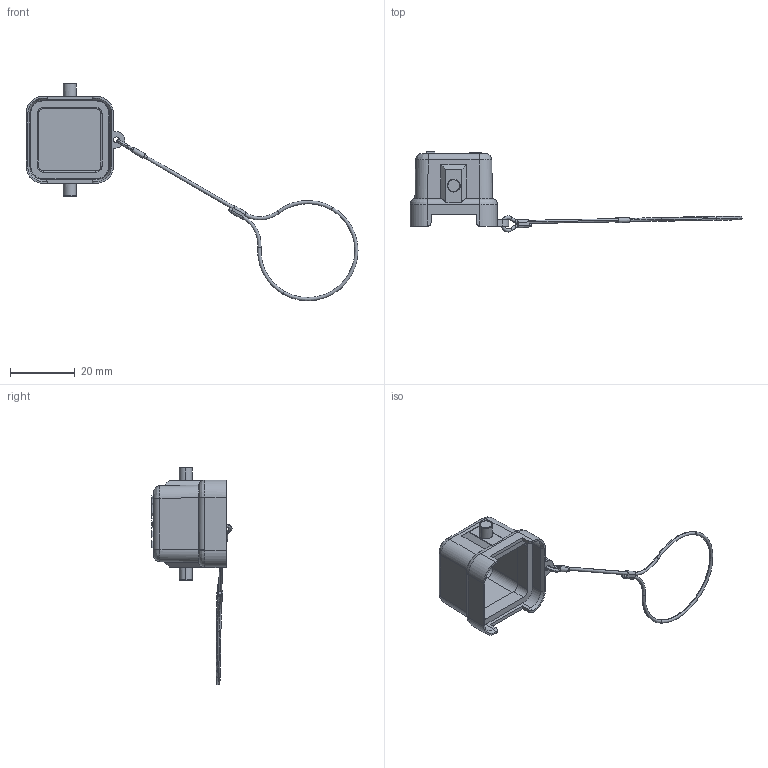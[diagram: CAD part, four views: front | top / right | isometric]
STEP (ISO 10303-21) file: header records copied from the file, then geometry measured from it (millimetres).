
FILE_DESCRIPTION((''),'2;1');
FILE_NAME('H3A-CV-2B_1F_V1_0','2023-12-14T',('lj.zou'),(''),'PRO/ENGINEER BY PARAMETRIC TECHNOLOGY CORPORATION, 2012480','PRO/ENGINEER BY PARAMETRIC TECHNOLOGY CORPORATION, 2012480','');
FILE_SCHEMA(('CONFIG_CONTROL_DESIGN'));
Length unit declared in the file: millimetre
Products named in the file (1): H3A-CV-2B_1F_V1_0
Bounding box: 102.57 x 24.72 x 67.24 mm (x, y, z)
Volume: 3989.4 mm3; surface area: 6356.8 mm2
Topology: 1 solids, 1 shells, 259 faces, 665 edges, 424 vertices
Faces by surface type: plane 123, cylinder 91, torus 24, bspline 20, extrusion 1
Entity records: 9342 total; most frequent: CARTESIAN_POINT 3075, ORIENTED_EDGE 1330, DIRECTION 1254, EDGE_CURVE 665, AXIS2_PLACEMENT_3D 436, VERTEX_POINT 424, VECTOR 382, LINE 381
